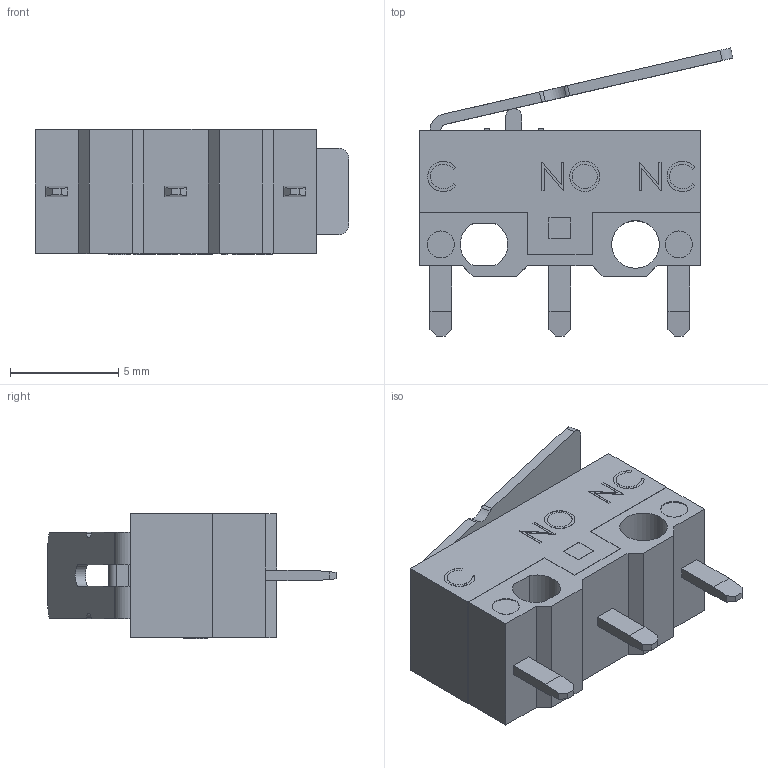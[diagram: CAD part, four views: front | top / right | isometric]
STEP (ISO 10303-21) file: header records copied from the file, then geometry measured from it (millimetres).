
FILE_DESCRIPTION(/* description */ ('STEP AP203'),/* implementation_level */ '2;1');
FILE_NAME(/* name */ '01c1d604-c09a-47c9-9ad5-0a73bb01da86.zip.stp',/* time_stamp */ '2025-08-11T20:10:54Z',/* author */ (''),/* organization */ (''),/* preprocessor_version */ 'ST-DEVELOPER v20.1',/* originating_system */ 'Autodesk Translation Framework v14.10.0.0',/* authorisation */ '');
FILE_SCHEMA (('AUTOMOTIVE_DESIGN { 1 0 10303 214 3 1 1 }'));
Length unit declared in the file: millimetre
Products named in the file (1): Limit_Switch
Bounding box: 14.5 x 13.31 x 5.81 mm (x, y, z)
Volume: 464.5 mm3; surface area: 674.5 mm2
Topology: 2 solids, 2 shells, 279 faces, 735 edges, 490 vertices
Faces by surface type: plane 203, bspline 55, cylinder 21
Full cylindrical faces by diameter (mm): 1.25 x4, 2.2 x1
Entity records: 11997 total; most frequent: CARTESIAN_POINT 5376, ORIENTED_EDGE 1470, DIRECTION 1117, EDGE_CURVE 735, LINE 583, VECTOR 583, VERTEX_POINT 490, EDGE_LOOP 313
